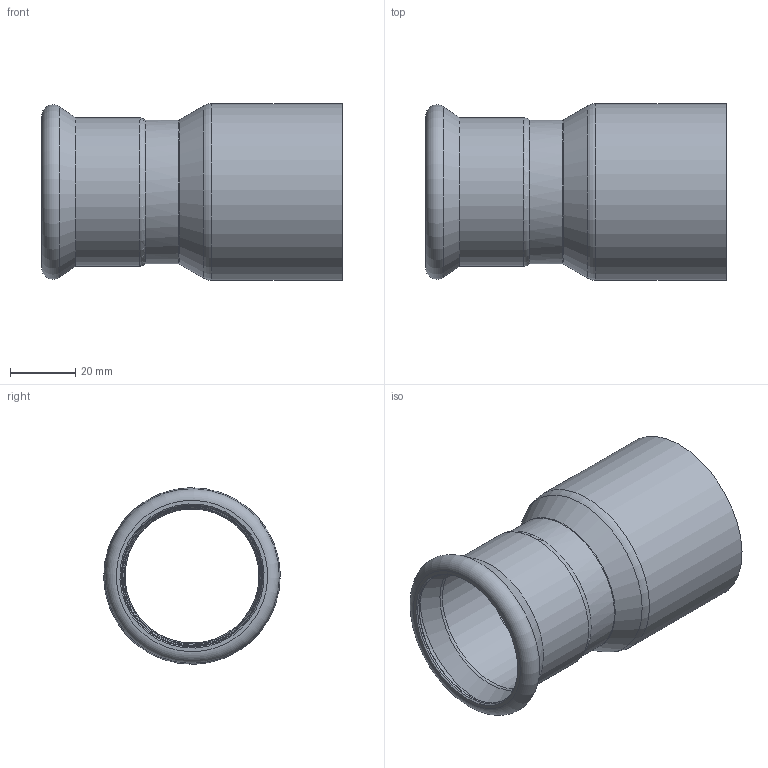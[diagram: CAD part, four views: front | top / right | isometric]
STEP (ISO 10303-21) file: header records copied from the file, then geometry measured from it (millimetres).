
FILE_DESCRIPTION(/* description */ (''),/* implementation_level */ '2;1');
FILE_NAME(/* name */ '42424.stp',/* time_stamp */ '2023-09-08T11:13:24+02:00',/* author */ ('JANAN'),/* organization */ (''),/* preprocessor_version */ 'ST-DEVELOPER v19.2',/* originating_system */ 'Autodesk Inventor 2023',/* authorisation */ '');
FILE_SCHEMA (('AUTOMOTIVE_DESIGN { 1 0 10303 214 3 1 1 }'));
Length unit declared in the file: millimetre
Products named in the file (1): tmp45AD.tmp
Bounding box: 92 x 53.98 x 53.98 mm (x, y, z)
Volume: 22129.2 mm3; surface area: 29862.6 mm2
Topology: 1 solids, 1 shells, 26 faces, 54 edges, 31 vertices
Faces by surface type: torus 10, cylinder 7, cone 6, plane 3
Full cylindrical faces by diameter (mm): 41 x1, 42.3 x1, 43.3 x1, 44 x1, 45.4 x1, 51 x1, 54 x1
Entity records: 772 total; most frequent: DIRECTION 149, CARTESIAN_POINT 112, ORIENTED_EDGE 108, AXIS2_PLACEMENT_3D 68, EDGE_CURVE 54, CIRCLE 41, VERTEX_POINT 31, EDGE_LOOP 29
